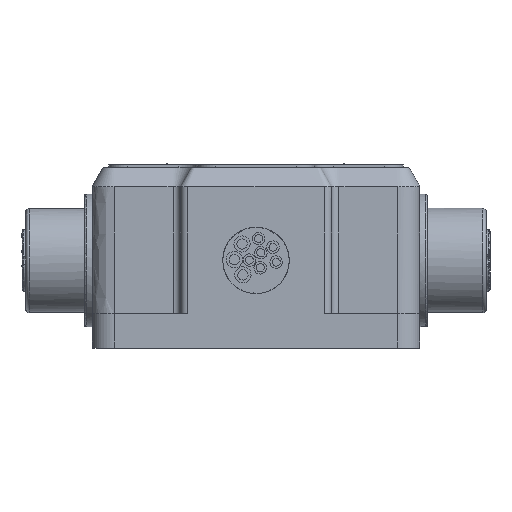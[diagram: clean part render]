
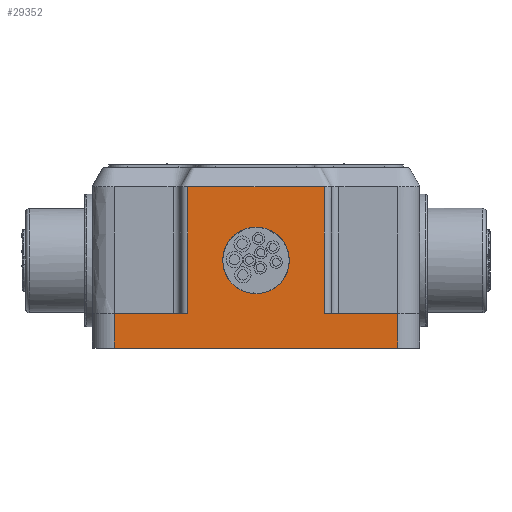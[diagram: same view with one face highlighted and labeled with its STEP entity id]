
A CAD part, front view. The second image highlights one B-rep face of the part: STEP entity #29352.
In plain terms, the highlighted free-form (B-spline) face has degree [1, 1] with [2, 2] control points.
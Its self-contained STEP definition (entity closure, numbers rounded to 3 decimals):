
#29239=CARTESIAN_POINT('',(4.5,0.,11.9));
#29240=VERTEX_POINT('',#29239);
#29241=CARTESIAN_POINT('',(0.,0.,16.4));
#29242=VERTEX_POINT('',#29241);
#29243=CARTESIAN_POINT('',(4.5,0.,11.9));
#29244=CARTESIAN_POINT('',(4.5,0.,16.4));
#29245=CARTESIAN_POINT('',(0.,0.,16.4));
#29246=(BOUNDED_CURVE()B_SPLINE_CURVE(2,(#29243,#29244,#29245),.CIRCULAR_ARC.,.F.,.U.)B_SPLINE_CURVE_WITH_KNOTS((3,3),(0.75,1.),.UNSPECIFIED.)CURVE()GEOMETRIC_REPRESENTATION_ITEM()RATIONAL_B_SPLINE_CURVE((1.,0.707,1.))REPRESENTATION_ITEM(''));
#29247=EDGE_CURVE('',#29240,#29242,#29246,.T.);
#29258=CARTESIAN_POINT('',(0.,0.,16.4));
#29259=CARTESIAN_POINT('',(-4.5,0.,16.4));
#29260=CARTESIAN_POINT('',(-4.5,0.,11.9));
#29261=CARTESIAN_POINT('',(-4.5,0.,7.4));
#29262=CARTESIAN_POINT('',(0.,0.,7.4));
#29263=CARTESIAN_POINT('',(4.5,0.,7.4));
#29264=CARTESIAN_POINT('',(4.5,0.,11.9));
#29265=CARTESIAN_POINT('',(4.5,0.,11.9));
#29266=CARTESIAN_POINT('',(4.5,0.,11.9));
#29267=(BOUNDED_CURVE()B_SPLINE_CURVE(2,(#29258,#29259,#29260,#29261,#29262,#29263,#29264,#29265,#29266),.CIRCULAR_ARC.,.F.,.U.)B_SPLINE_CURVE_WITH_KNOTS((3,2,2,2,3),(0.,0.25,0.5,0.75,0.75),.UNSPECIFIED.)CURVE()GEOMETRIC_REPRESENTATION_ITEM()RATIONAL_B_SPLINE_CURVE((1.,0.707,1.,0.707,1.,0.707,1.,1.,1.))REPRESENTATION_ITEM(''));
#29268=EDGE_CURVE('',#29242,#29240,#29267,.T.);
#29273=CARTESIAN_POINT('',(22.147,0.,-11.196));
#29274=CARTESIAN_POINT('',(-22.147,0.,-11.196));
#29275=CARTESIAN_POINT('',(22.147,0.,33.099));
#29276=CARTESIAN_POINT('',(-22.147,0.,33.099));
#29277=B_SPLINE_SURFACE_WITH_KNOTS('',1,1,((#29273,#29274),(#29275,#29276)),.PLANE_SURF.,.F.,.F.,.U.,(2,2),(2,2),(0.,1.),(0.,1.),.UNSPECIFIED.);
#29278=CARTESIAN_POINT('',(9.251,0.,21.9));
#29279=VERTEX_POINT('',#29278);
#29280=CARTESIAN_POINT('',(-9.25,0.,21.9));
#29281=VERTEX_POINT('',#29280);
#29282=CARTESIAN_POINT('',(9.251,0.,21.9));
#29283=CARTESIAN_POINT('',(6.168,0.,21.9));
#29284=CARTESIAN_POINT('',(1.542,0.,21.9));
#29285=CARTESIAN_POINT('',(-3.083,0.,21.9));
#29286=CARTESIAN_POINT('',(-5.396,0.,21.9));
#29287=CARTESIAN_POINT('',(-6.166,0.,21.9));
#29288=CARTESIAN_POINT('',(-7.323,0.,21.9));
#29289=CARTESIAN_POINT('',(-7.708,0.,21.9));
#29290=CARTESIAN_POINT('',(-8.286,0.,21.9));
#29291=CARTESIAN_POINT('',(-8.575,0.,21.9));
#29292=CARTESIAN_POINT('',(-8.865,0.,21.9));
#29293=CARTESIAN_POINT('',(-9.057,0.,21.9));
#29294=CARTESIAN_POINT('',(-9.154,0.,21.902));
#29295=CARTESIAN_POINT('',(-9.25,0.,21.899));
#29296=B_SPLINE_CURVE_WITH_KNOTS('',3,(#29282,#29283,#29284,#29285,#29286,#29287,#29288,#29289,#29290,#29291,#29292,#29293,#29294,#29295),.UNSPECIFIED.,.F.,.U.,(4,1,2,2,2,1,2,4),(0.,0.009,0.014,0.016,0.017,0.018,0.018,0.019),.UNSPECIFIED.);
#29297=EDGE_CURVE('',#29279,#29281,#29296,.T.);
#29298=ORIENTED_EDGE('',*,*,#29297,.T.);
#29299=CARTESIAN_POINT('',(-9.25,0.,4.7));
#29300=VERTEX_POINT('',#29299);
#29301=CARTESIAN_POINT('',(-9.25,0.,21.9));
#29302=CARTESIAN_POINT('',(-9.25,0.,4.7));
#29303=B_SPLINE_CURVE_WITH_KNOTS('',1,(#29301,#29302),.POLYLINE_FORM.,.F.,.U.,(2,2),(0.,1.),.UNSPECIFIED.);
#29304=EDGE_CURVE('',#29281,#29300,#29303,.T.);
#29305=ORIENTED_EDGE('',*,*,#29304,.T.);
#29306=CARTESIAN_POINT('',(-19.25,0.,4.7));
#29307=VERTEX_POINT('',#29306);
#29308=CARTESIAN_POINT('',(-9.25,0.,4.7));
#29309=CARTESIAN_POINT('',(-19.25,0.,4.7));
#29310=B_SPLINE_CURVE_WITH_KNOTS('',1,(#29308,#29309),.POLYLINE_FORM.,.F.,.U.,(2,2),(0.,1.),.UNSPECIFIED.);
#29311=EDGE_CURVE('',#29300,#29307,#29310,.T.);
#29312=ORIENTED_EDGE('',*,*,#29311,.T.);
#29313=CARTESIAN_POINT('',(-19.25,0.,0.));
#29314=VERTEX_POINT('',#29313);
#29315=CARTESIAN_POINT('',(-19.25,0.,4.7));
#29316=CARTESIAN_POINT('',(-19.25,0.,0.));
#29317=B_SPLINE_CURVE_WITH_KNOTS('',1,(#29315,#29316),.POLYLINE_FORM.,.F.,.U.,(2,2),(0.,1.),.UNSPECIFIED.);
#29318=EDGE_CURVE('',#29307,#29314,#29317,.T.);
#29319=ORIENTED_EDGE('',*,*,#29318,.T.);
#29320=CARTESIAN_POINT('',(19.25,0.,0.));
#29321=VERTEX_POINT('',#29320);
#29322=CARTESIAN_POINT('',(-19.25,0.,0.));
#29323=CARTESIAN_POINT('',(19.25,0.,0.));
#29324=B_SPLINE_CURVE_WITH_KNOTS('',1,(#29322,#29323),.POLYLINE_FORM.,.F.,.U.,(2,2),(0.,1.),.UNSPECIFIED.);
#29325=EDGE_CURVE('',#29314,#29321,#29324,.T.);
#29326=ORIENTED_EDGE('',*,*,#29325,.T.);
#29327=CARTESIAN_POINT('',(19.25,0.,4.7));
#29328=VERTEX_POINT('',#29327);
#29329=CARTESIAN_POINT('',(19.25,0.,0.));
#29330=CARTESIAN_POINT('',(19.25,0.,4.7));
#29331=B_SPLINE_CURVE_WITH_KNOTS('',1,(#29329,#29330),.POLYLINE_FORM.,.F.,.U.,(2,2),(0.,1.),.UNSPECIFIED.);
#29332=EDGE_CURVE('',#29321,#29328,#29331,.T.);
#29333=ORIENTED_EDGE('',*,*,#29332,.T.);
#29334=CARTESIAN_POINT('',(9.25,0.,4.7));
#29335=VERTEX_POINT('',#29334);
#29336=CARTESIAN_POINT('',(19.25,0.,4.7));
#29337=CARTESIAN_POINT('',(9.25,0.,4.7));
#29338=B_SPLINE_CURVE_WITH_KNOTS('',1,(#29336,#29337),.POLYLINE_FORM.,.F.,.U.,(2,2),(0.,1.),.UNSPECIFIED.);
#29339=EDGE_CURVE('',#29328,#29335,#29338,.T.);
#29340=ORIENTED_EDGE('',*,*,#29339,.T.);
#29341=CARTESIAN_POINT('',(9.25,0.,4.7));
#29342=CARTESIAN_POINT('',(9.251,0.,21.9));
#29343=B_SPLINE_CURVE_WITH_KNOTS('',1,(#29341,#29342),.POLYLINE_FORM.,.F.,.U.,(2,2),(0.,1.),.UNSPECIFIED.);
#29344=EDGE_CURVE('',#29335,#29279,#29343,.T.);
#29345=ORIENTED_EDGE('',*,*,#29344,.T.);
#29346=EDGE_LOOP('',(#29298,#29305,#29312,#29319,#29326,#29333,#29340,#29345));
#29347=FACE_OUTER_BOUND('',#29346,.T.);
#29348=ORIENTED_EDGE('',*,*,#29268,.F.);
#29349=ORIENTED_EDGE('',*,*,#29247,.F.);
#29350=EDGE_LOOP('',(#29348,#29349));
#29351=FACE_BOUND('',#29350,.T.);
#29352=ADVANCED_FACE('',(#29347,#29351),#29277,.T.);
